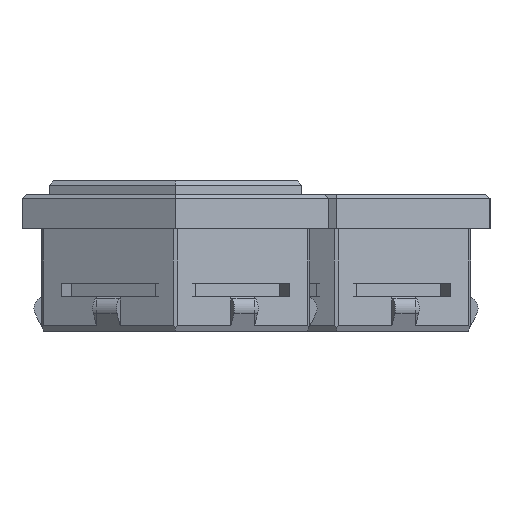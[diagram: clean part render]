
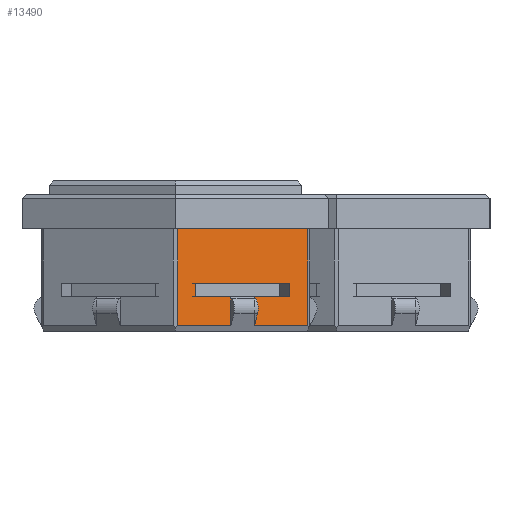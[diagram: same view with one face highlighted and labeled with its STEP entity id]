
A CAD part, left-side view. The second image highlights one B-rep face of the part: STEP entity #13490.
In plain terms, the highlighted planar face has unit normal (-0.866, -0.5, 0).
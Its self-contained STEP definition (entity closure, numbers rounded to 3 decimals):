
#646=PLANE('',#14278);
#1363=FACE_OUTER_BOUND('',#2095,.T.);
#2095=EDGE_LOOP('',(#12501,#12502,#12503,#12504,#12505,#12506,#12507,#12508,
#12509,#12510,#12511,#12512));
#3725=LINE('',#20988,#5540);
#3731=LINE('',#21000,#5546);
#3734=LINE('',#21005,#5549);
#3802=LINE('',#21161,#5617);
#3840=LINE('',#21231,#5655);
#3841=LINE('',#21235,#5656);
#3842=LINE('',#21237,#5657);
#3843=LINE('',#21239,#5658);
#3844=LINE('',#21241,#5659);
#3845=LINE('',#21243,#5660);
#3846=LINE('',#21244,#5661);
#3847=LINE('',#21245,#5662);
#5540=VECTOR('',#17228,10.);
#5546=VECTOR('',#17234,10.);
#5549=VECTOR('',#17239,10.);
#5617=VECTOR('',#17367,10.);
#5655=VECTOR('',#17421,10.);
#5656=VECTOR('',#17426,10.);
#5657=VECTOR('',#17427,10.);
#5658=VECTOR('',#17428,10.);
#5659=VECTOR('',#17429,10.);
#5660=VECTOR('',#17430,10.);
#5661=VECTOR('',#17431,10.);
#5662=VECTOR('',#17432,10.);
#6959=VERTEX_POINT('',#20985);
#6960=VERTEX_POINT('',#20987);
#6965=VERTEX_POINT('',#20997);
#6966=VERTEX_POINT('',#20999);
#6967=VERTEX_POINT('',#21003);
#7025=VERTEX_POINT('',#21160);
#7049=VERTEX_POINT('',#21229);
#7050=VERTEX_POINT('',#21234);
#7051=VERTEX_POINT('',#21236);
#7052=VERTEX_POINT('',#21238);
#7053=VERTEX_POINT('',#21240);
#7054=VERTEX_POINT('',#21242);
#8773=EDGE_CURVE('',#6959,#6960,#3725,.T.);
#8779=EDGE_CURVE('',#6965,#6966,#3731,.T.);
#8782=EDGE_CURVE('',#6959,#6967,#3734,.T.);
#8860=EDGE_CURVE('',#6960,#7025,#3802,.T.);
#8898=EDGE_CURVE('',#7049,#6965,#3840,.T.);
#8899=EDGE_CURVE('',#6967,#7050,#3841,.T.);
#8900=EDGE_CURVE('',#7050,#7051,#3842,.T.);
#8901=EDGE_CURVE('',#7051,#7052,#3843,.T.);
#8902=EDGE_CURVE('',#7052,#7053,#3844,.T.);
#8903=EDGE_CURVE('',#7053,#7054,#3845,.T.);
#8904=EDGE_CURVE('',#7054,#6966,#3846,.T.);
#8905=EDGE_CURVE('',#7049,#7025,#3847,.F.);
#12501=ORIENTED_EDGE('',*,*,#8860,.F.);
#12502=ORIENTED_EDGE('',*,*,#8773,.F.);
#12503=ORIENTED_EDGE('',*,*,#8782,.T.);
#12504=ORIENTED_EDGE('',*,*,#8899,.T.);
#12505=ORIENTED_EDGE('',*,*,#8900,.T.);
#12506=ORIENTED_EDGE('',*,*,#8901,.T.);
#12507=ORIENTED_EDGE('',*,*,#8902,.T.);
#12508=ORIENTED_EDGE('',*,*,#8903,.T.);
#12509=ORIENTED_EDGE('',*,*,#8904,.T.);
#12510=ORIENTED_EDGE('',*,*,#8779,.F.);
#12511=ORIENTED_EDGE('',*,*,#8898,.F.);
#12512=ORIENTED_EDGE('',*,*,#8905,.T.);
#13490=ADVANCED_FACE('',(#1363),#646,.T.);
#14278=AXIS2_PLACEMENT_3D('',#21233,#17424,#17425);
#17228=DIRECTION('',(-0.5,0.866,0.));
#17234=DIRECTION('',(-0.5,0.866,0.));
#17239=DIRECTION('',(0.,0.,1.));
#17367=DIRECTION('',(0.,0.,1.));
#17421=DIRECTION('',(0.,0.,-1.));
#17424=DIRECTION('center_axis',(-0.866,-0.5,0.));
#17425=DIRECTION('ref_axis',(-0.5,0.866,0.));
#17426=DIRECTION('',(-0.5,0.866,0.));
#17427=DIRECTION('',(0.,0.,1.));
#17428=DIRECTION('',(0.5,-0.866,0.));
#17429=DIRECTION('',(0.,0.,-1.));
#17430=DIRECTION('',(-0.5,0.866,0.));
#17431=DIRECTION('',(0.,0.,-1.));
#17432=DIRECTION('',(0.5,-0.866,0.));
#20985=CARTESIAN_POINT('',(-70.17,-39.459,0.4));
#20987=CARTESIAN_POINT('',(-72.414,-35.573,0.4));
#20988=CARTESIAN_POINT('',(-68.373,-42.571,0.4));
#20997=CARTESIAN_POINT('',(-66.927,-45.077,0.4));
#20999=CARTESIAN_POINT('',(-69.17,-41.191,0.4));
#21000=CARTESIAN_POINT('',(-68.373,-42.571,0.4));
#21003=CARTESIAN_POINT('',(-70.17,-39.459,2.5));
#21005=CARTESIAN_POINT('',(-70.17,-39.459,4.));
#21160=CARTESIAN_POINT('',(-72.414,-35.573,7.5));
#21161=CARTESIAN_POINT('',(-72.414,-35.573,8.));
#21229=CARTESIAN_POINT('',(-66.927,-45.077,7.5));
#21231=CARTESIAN_POINT('',(-66.927,-45.077,8.));
#21233=CARTESIAN_POINT('Origin',(-66.827,-45.25,8.));
#21234=CARTESIAN_POINT('',(-71.67,-36.861,2.5));
#21235=CARTESIAN_POINT('',(-68.248,-42.788,2.5));
#21236=CARTESIAN_POINT('',(-71.67,-36.861,3.5));
#21237=CARTESIAN_POINT('',(-71.67,-36.861,4.875));
#21238=CARTESIAN_POINT('',(-67.67,-43.789,3.5));
#21239=CARTESIAN_POINT('',(-68.248,-42.788,3.5));
#21240=CARTESIAN_POINT('',(-67.67,-43.789,2.5));
#21241=CARTESIAN_POINT('',(-67.67,-43.789,4.875));
#21242=CARTESIAN_POINT('',(-69.17,-41.191,2.5));
#21243=CARTESIAN_POINT('',(-68.248,-42.788,2.5));
#21244=CARTESIAN_POINT('',(-69.17,-41.191,4.));
#21245=CARTESIAN_POINT('',(-68.248,-42.788,7.5));
